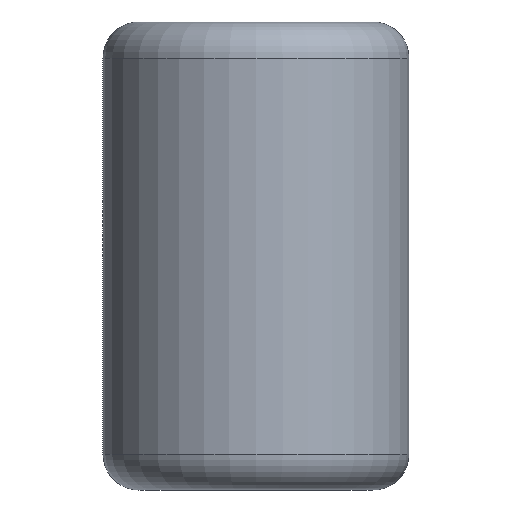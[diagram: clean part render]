
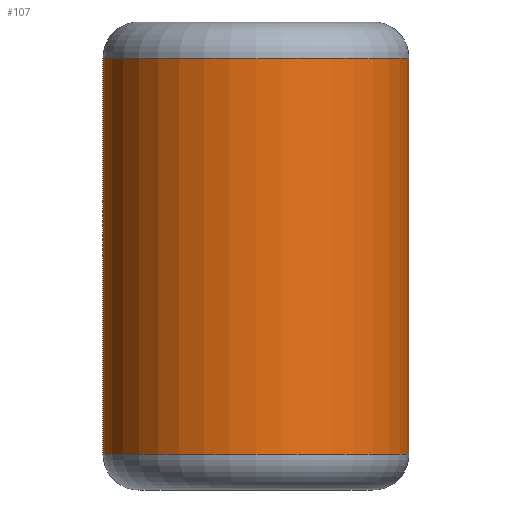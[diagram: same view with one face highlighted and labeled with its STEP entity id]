
A CAD part, front view. The second image highlights one B-rep face of the part: STEP entity #107.
In plain terms, the highlighted cylindrical face has radius 8.5 mm (diameter 17 mm), a full revolution.
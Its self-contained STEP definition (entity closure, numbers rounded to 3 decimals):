
#17=LINE('',#204,#19);
#19=VECTOR('',#167,8.5);
#21=CYLINDRICAL_SURFACE('',#133,8.5);
#27=FACE_OUTER_BOUND('',#35,.T.);
#35=EDGE_LOOP('',(#81,#82,#83,#84,#85,#86));
#45=CIRCLE('',#134,8.5);
#46=CIRCLE('',#135,8.5);
#47=CIRCLE('',#136,8.5);
#48=CIRCLE('',#137,8.5);
#57=VERTEX_POINT('',#199);
#58=VERTEX_POINT('',#200);
#59=VERTEX_POINT('',#203);
#60=VERTEX_POINT('',#205);
#67=EDGE_CURVE('',#57,#58,#45,.T.);
#68=EDGE_CURVE('',#58,#57,#46,.T.);
#69=EDGE_CURVE('',#57,#59,#17,.T.);
#70=EDGE_CURVE('',#59,#60,#47,.F.);
#71=EDGE_CURVE('',#60,#59,#48,.F.);
#81=ORIENTED_EDGE('',*,*,#67,.T.);
#82=ORIENTED_EDGE('',*,*,#68,.T.);
#83=ORIENTED_EDGE('',*,*,#69,.T.);
#84=ORIENTED_EDGE('',*,*,#70,.T.);
#85=ORIENTED_EDGE('',*,*,#71,.T.);
#86=ORIENTED_EDGE('',*,*,#69,.F.);
#107=ADVANCED_FACE('',(#27),#21,.T.);
#133=AXIS2_PLACEMENT_3D('',#198,#161,#162);
#134=AXIS2_PLACEMENT_3D('',#201,#163,#164);
#135=AXIS2_PLACEMENT_3D('',#202,#165,#166);
#136=AXIS2_PLACEMENT_3D('',#206,#168,#169);
#137=AXIS2_PLACEMENT_3D('',#207,#170,#171);
#161=DIRECTION('center_axis',(0.,0.,-1.));
#162=DIRECTION('ref_axis',(-1.,0.,0.));
#163=DIRECTION('center_axis',(0.,0.,1.));
#164=DIRECTION('ref_axis',(1.,0.,0.));
#165=DIRECTION('center_axis',(0.,0.,1.));
#166=DIRECTION('ref_axis',(1.,0.,0.));
#167=DIRECTION('',(0.,0.,1.));
#168=DIRECTION('center_axis',(0.,0.,1.));
#169=DIRECTION('ref_axis',(1.,0.,0.));
#170=DIRECTION('center_axis',(0.,0.,1.));
#171=DIRECTION('ref_axis',(1.,0.,0.));
#198=CARTESIAN_POINT('Origin',(0.,0.,26.));
#199=CARTESIAN_POINT('',(8.5,0.,2.));
#200=CARTESIAN_POINT('',(-8.5,0.,2.));
#201=CARTESIAN_POINT('Origin',(0.,0.,2.));
#202=CARTESIAN_POINT('Origin',(0.,0.,2.));
#203=CARTESIAN_POINT('',(8.5,0.,24.));
#204=CARTESIAN_POINT('',(8.5,0.,26.));
#205=CARTESIAN_POINT('',(-8.5,0.,24.));
#206=CARTESIAN_POINT('Origin',(0.,0.,24.));
#207=CARTESIAN_POINT('Origin',(0.,0.,24.));
